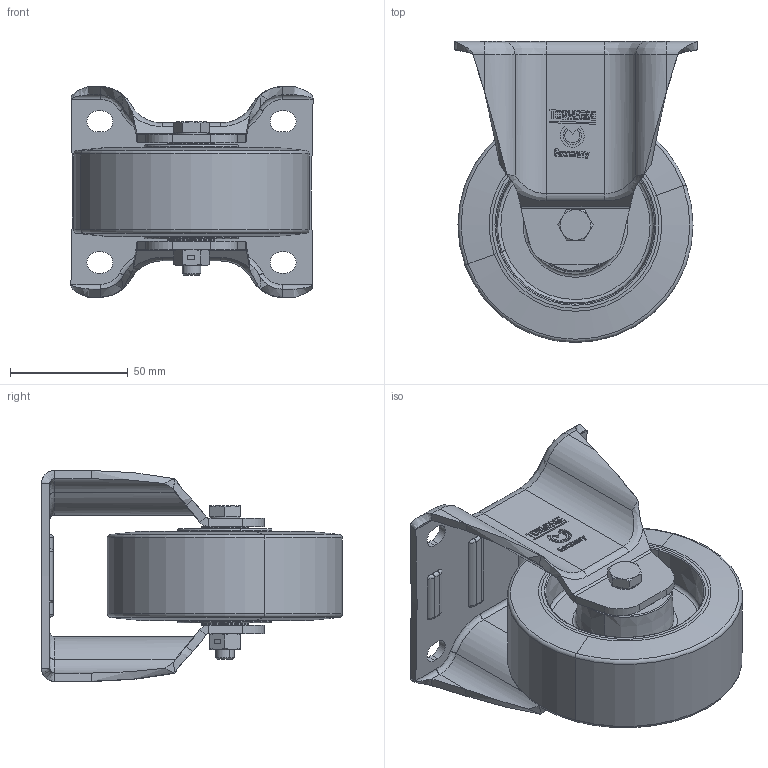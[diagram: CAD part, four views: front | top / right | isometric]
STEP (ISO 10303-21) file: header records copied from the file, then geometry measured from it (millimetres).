
FILE_DESCRIPTION (( 'STEP AP214' ), '1' );
FILE_NAME ('0020245BL_B-IM-PUZA-100-K_(A-01).step', '2019-03-12T15:05:40', ( '' ), ( '' ), 'SwSTEP 2.0', 'SolidWorks 2018', '' );
FILE_SCHEMA (( 'AUTOMOTIVE_DESIGN' ));
Length unit declared in the file: millimetre
Products named in the file (1): 0020245BL_B-IM-PUZA-100-K_(A-01)
Bounding box: 103.01 x 128 x 89.74 mm (x, y, z)
Volume: 287633.5 mm3; surface area: 110499.6 mm2
Topology: 9 solids, 9 shells, 716 faces, 1750 edges, 1098 vertices
Faces by surface type: plane 343, cylinder 213, bspline 70, cone 60, torus 30
Entity records: 32852 total; most frequent: CARTESIAN_POINT 8169, ORIENTED_EDGE 3500, DIRECTION 3411, EDGE_CURVE 1750, AXIS2_PLACEMENT_3D 1181, VERTEX_POINT 1098, VECTOR 1049, LINE 1049
